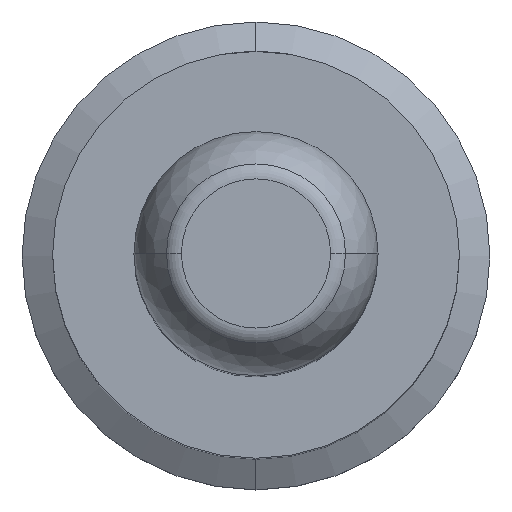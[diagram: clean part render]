
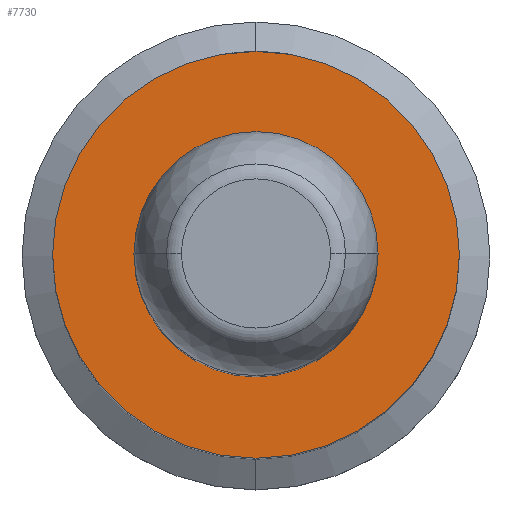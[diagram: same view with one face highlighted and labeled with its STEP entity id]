
A CAD part, top view. The second image highlights one B-rep face of the part: STEP entity #7730.
In plain terms, the highlighted planar face has unit normal (0, 0, 1).
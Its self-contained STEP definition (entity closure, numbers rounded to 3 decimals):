
#910=CARTESIAN_POINT('',(-0.032,14.234,16.7));
#920=VERTEX_POINT('',#910);
#1120=CARTESIAN_POINT('',(9.968,14.234,16.7));
#1130=VERTEX_POINT('',#1120);
#1160=CARTESIAN_POINT('',(4.968,14.234,16.7));
#1170=DIRECTION('',(0.,0.,1.));
#1180=DIRECTION('',(0.,1.,0.));
#1190=AXIS2_PLACEMENT_3D('',#1160,#1170,#1180);
#1200=CIRCLE('',#1190,5.);
#1210=EDGE_CURVE('',#1130,#920,#1200,.T.);
#7480=CARTESIAN_POINT('',(4.968,9.075,16.7));
#7490=DIRECTION('',(0.,0.,-1.));
#7500=DIRECTION('',(0.,-1.,0.));
#7510=AXIS2_PLACEMENT_3D('',#7480,#7490,#7500);
#7520=PLANE('',#7510);
#7530=CARTESIAN_POINT('',(4.968,14.234,16.7));
#7540=DIRECTION('',(0.,0.,-1.));
#7550=DIRECTION('',(0.,-1.,0.));
#7560=AXIS2_PLACEMENT_3D('',#7530,#7540,#7550);
#7570=CIRCLE('',#7560,3.);
#7580=CARTESIAN_POINT('',(4.968,11.234,16.7));
#7590=VERTEX_POINT('',#7580);
#7600=CARTESIAN_POINT('',(4.968,17.234,16.7));
#7610=VERTEX_POINT('',#7600);
#7620=EDGE_CURVE('',#7590,#7610,#7570,.T.);
#7630=ORIENTED_EDGE('',*,*,#7620,.T.);
#7640=EDGE_CURVE('',#7610,#7590,#7570,.T.);
#7650=ORIENTED_EDGE('',*,*,#7640,.T.);
#7660=EDGE_LOOP('',(#7650,#7630));
#7670=FACE_BOUND('',#7660,.T.);
#7680=EDGE_CURVE('',#920,#1130,#1200,.T.);
#7690=ORIENTED_EDGE('',*,*,#7680,.T.);
#7700=ORIENTED_EDGE('',*,*,#1210,.T.);
#7710=EDGE_LOOP('',(#7700,#7690));
#7720=FACE_OUTER_BOUND('',#7710,.T.);
#7730=ADVANCED_FACE('',(#7670,#7720),#7520,.F.);
